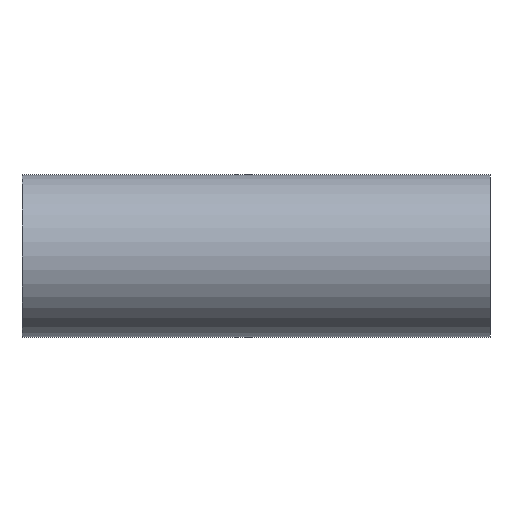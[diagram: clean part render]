
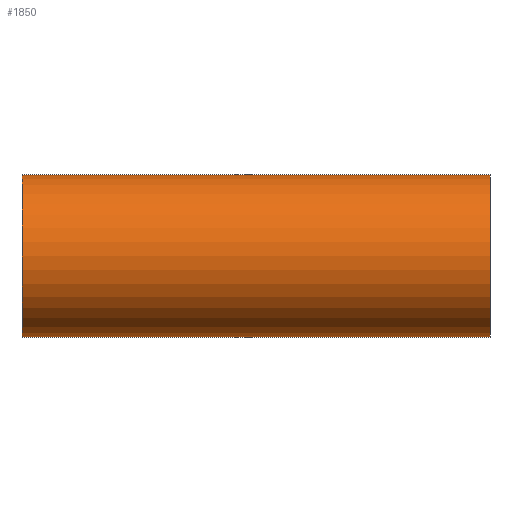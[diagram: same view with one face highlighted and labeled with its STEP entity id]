
A CAD part, front view. The second image highlights one B-rep face of the part: STEP entity #1850.
In plain terms, the highlighted cylindrical face has radius 25.4 mm (diameter 50.8 mm), a partial arc.
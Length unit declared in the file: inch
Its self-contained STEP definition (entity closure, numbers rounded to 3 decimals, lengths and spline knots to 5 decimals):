
#63 = DIRECTION ( 'NONE',  ( -1., 0., 0. ) ) ;
#87 = ORIENTED_EDGE ( 'NONE', *, *, #2316, .F. ) ;
#235 = CARTESIAN_POINT ( 'NONE',  ( 2.87402, 0., -1. ) ) ;
#295 = CARTESIAN_POINT ( 'NONE',  ( -2.87402, 0., 0. ) ) ;
#415 = VECTOR ( 'NONE', #2135, 39.37008 ) ;
#432 = DIRECTION ( 'NONE',  ( 0., 0., -1. ) ) ;
#472 = DIRECTION ( 'NONE',  ( 1., 0., 0. ) ) ;
#513 = CYLINDRICAL_SURFACE ( 'NONE', #757, 1. ) ;
#542 = EDGE_CURVE ( 'NONE', #1605, #1833, #792, .T. ) ;
#603 = ORIENTED_EDGE ( 'NONE', *, *, #1452, .T. ) ;
#648 = DIRECTION ( 'NONE',  ( 1., 0., 0. ) ) ;
#757 = AXIS2_PLACEMENT_3D ( 'NONE', #1284, #63, #831 ) ;
#792 = CIRCLE ( 'NONE', #1138, 1. ) ;
#831 = DIRECTION ( 'NONE',  ( 0., 0., 1. ) ) ;
#875 = DIRECTION ( 'NONE',  ( -1., 0., 0. ) ) ;
#932 = LINE ( 'NONE', #235, #415 ) ;
#1138 = AXIS2_PLACEMENT_3D ( 'NONE', #295, #472, #1446 ) ;
#1234 = CARTESIAN_POINT ( 'NONE',  ( -2.87402, 0., -1. ) ) ;
#1284 = CARTESIAN_POINT ( 'NONE',  ( 2.87402, 0., 0. ) ) ;
#1318 = EDGE_CURVE ( 'NONE', #2335, #1826, #2016, .T. ) ;
#1379 = CARTESIAN_POINT ( 'NONE',  ( 2.87402, 0., 0. ) ) ;
#1390 = CARTESIAN_POINT ( 'NONE',  ( -2.87402, 0., 1. ) ) ;
#1446 = DIRECTION ( 'NONE',  ( 0., 0., -1. ) ) ;
#1452 = EDGE_CURVE ( 'NONE', #2335, #1605, #1706, .T. ) ;
#1493 = EDGE_LOOP ( 'NONE', ( #87, #2399, #603, #1983 ) ) ;
#1517 = FACE_OUTER_BOUND ( 'NONE', #1493, .T. ) ;
#1605 = VERTEX_POINT ( 'NONE', #1390 ) ;
#1706 = LINE ( 'NONE', #1756, #1892 ) ;
#1756 = CARTESIAN_POINT ( 'NONE',  ( 2.87402, 0., 1. ) ) ;
#1826 = VERTEX_POINT ( 'NONE', #2386 ) ;
#1833 = VERTEX_POINT ( 'NONE', #1234 ) ;
#1850 = ADVANCED_FACE ( 'NONE', ( #1517 ), #513, .T. ) ;
#1892 = VECTOR ( 'NONE', #875, 39.37008 ) ;
#1909 = AXIS2_PLACEMENT_3D ( 'NONE', #1379, #648, #432 ) ;
#1983 = ORIENTED_EDGE ( 'NONE', *, *, #542, .T. ) ;
#2016 = CIRCLE ( 'NONE', #1909, 1. ) ;
#2135 = DIRECTION ( 'NONE',  ( -1., 0., 0. ) ) ;
#2140 = CARTESIAN_POINT ( 'NONE',  ( 2.87402, 0., 1. ) ) ;
#2316 = EDGE_CURVE ( 'NONE', #1826, #1833, #932, .T. ) ;
#2335 = VERTEX_POINT ( 'NONE', #2140 ) ;
#2386 = CARTESIAN_POINT ( 'NONE',  ( 2.87402, 0., -1. ) ) ;
#2399 = ORIENTED_EDGE ( 'NONE', *, *, #1318, .F. ) ;
